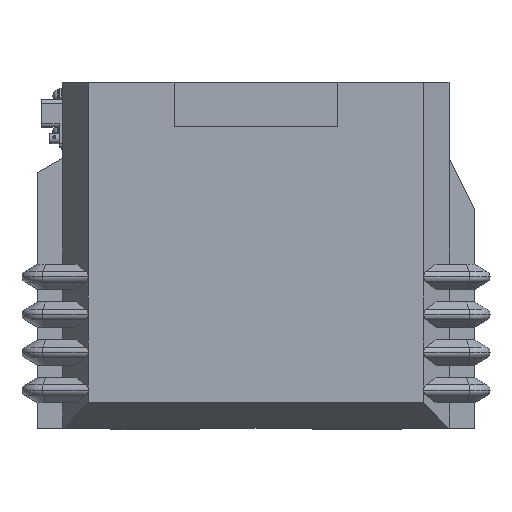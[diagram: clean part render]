
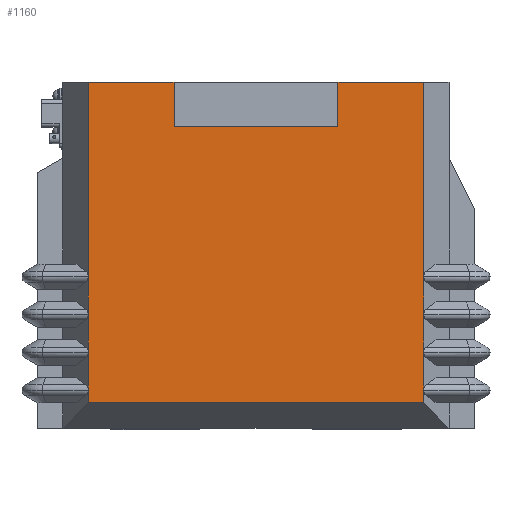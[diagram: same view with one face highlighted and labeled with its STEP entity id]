
A CAD part, top view. The second image highlights one B-rep face of the part: STEP entity #1160.
In plain terms, the highlighted planar face has unit normal (0, 0, 1).
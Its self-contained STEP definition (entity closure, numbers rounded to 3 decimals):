
#1160=ADVANCED_FACE('',(#20865),#20867,.T.);
#20865=FACE_BOUND('',#20866,.T.);
#20866=EDGE_LOOP('',(#36428,#36429,#36430,#36431,#36432,#36433,#36434,#36435,#36436,
#36437,#36438,#36439,#36440,#36441,#36442,#36443));
#20867=PLANE('',#20868);
#20868=AXIS2_PLACEMENT_3D('',#20869,#20870,#20871);
#20869=CARTESIAN_POINT('',(-294.5,-234.,89.));
#20870=DIRECTION('',(-0.,0.,1.));
#20871=DIRECTION('',(0.,-1.,0.));
#36428=ORIENTED_EDGE('',*,*,#48652,.T.);
#36429=ORIENTED_EDGE('',*,*,#48655,.T.);
#36430=ORIENTED_EDGE('',*,*,#48656,.T.);
#36431=ORIENTED_EDGE('',*,*,#48645,.F.);
#36432=ORIENTED_EDGE('',*,*,#48657,.F.);
#36433=ORIENTED_EDGE('',*,*,#48658,.F.);
#36434=ORIENTED_EDGE('',*,*,#48659,.F.);
#36435=ORIENTED_EDGE('',*,*,#48660,.F.);
#36436=ORIENTED_EDGE('',*,*,#48661,.F.);
#36437=ORIENTED_EDGE('',*,*,#48662,.T.);
#36438=ORIENTED_EDGE('',*,*,#48663,.T.);
#36439=ORIENTED_EDGE('',*,*,#48664,.T.);
#36440=ORIENTED_EDGE('',*,*,#48665,.T.);
#36441=ORIENTED_EDGE('',*,*,#48666,.T.);
#36442=ORIENTED_EDGE('',*,*,#48667,.T.);
#36443=ORIENTED_EDGE('',*,*,#48633,.F.);
#48633=EDGE_CURVE('',#54747,#54749,#54750,.T.);
#48645=EDGE_CURVE('',#54771,#54773,#54774,.T.);
#48652=EDGE_CURVE('',#54747,#54786,#54787,.F.);
#48655=EDGE_CURVE('',#54786,#54791,#54792,.T.);
#48656=EDGE_CURVE('',#54791,#54773,#54793,.F.);
#48657=EDGE_CURVE('',#54794,#54771,#54795,.T.);
#48658=EDGE_CURVE('',#54796,#54794,#54797,.T.);
#48659=EDGE_CURVE('',#54798,#54796,#54799,.T.);
#48660=EDGE_CURVE('',#54800,#54798,#54801,.T.);
#48661=EDGE_CURVE('',#54802,#54800,#54803,.T.);
#48662=EDGE_CURVE('',#54802,#54804,#54805,.T.);
#48663=EDGE_CURVE('',#54804,#54806,#54807,.T.);
#48664=EDGE_CURVE('',#54806,#54808,#54809,.T.);
#48665=EDGE_CURVE('',#54808,#54810,#54811,.T.);
#48666=EDGE_CURVE('',#54810,#54812,#54813,.T.);
#48667=EDGE_CURVE('',#54812,#54749,#54814,.T.);
#54747=VERTEX_POINT('',#64907);
#54749=VERTEX_POINT('',#64911);
#54750=LINE('',#64912,#64913);
#54771=VERTEX_POINT('',#64955);
#54773=VERTEX_POINT('',#64959);
#54774=LINE('',#64960,#64961);
#54786=VERTEX_POINT('',#64990);
#54787=LINE('',#64991,#64992);
#54791=VERTEX_POINT('',#65001);
#54792=LINE('',#65002,#65003);
#54793=LINE('',#65005,#65006);
#54794=VERTEX_POINT('',#65008);
#54795=LINE('',#65009,#65010);
#54796=VERTEX_POINT('',#65012);
#54797=LINE('',#65013,#65014);
#54798=VERTEX_POINT('',#65016);
#54799=LINE('',#65017,#65018);
#54800=VERTEX_POINT('',#65020);
#54801=LINE('',#65021,#65022);
#54802=VERTEX_POINT('',#65024);
#54803=LINE('',#65025,#65026);
#54804=VERTEX_POINT('',#65028);
#54805=LINE('',#65029,#65030);
#54806=VERTEX_POINT('',#65032);
#54807=LINE('',#65033,#65034);
#54808=VERTEX_POINT('',#65036);
#54809=LINE('',#65037,#65038);
#54810=VERTEX_POINT('',#65040);
#54811=LINE('',#65041,#65042);
#54812=VERTEX_POINT('',#65044);
#54813=LINE('',#65045,#65046);
#54814=LINE('',#65048,#65049);
#64907=CARTESIAN_POINT('',(-44.,0.,89.));
#64911=CARTESIAN_POINT('',(24.,0.,89.));
#64912=CARTESIAN_POINT('',(-44.,0.,89.));
#64913=VECTOR('',#64914,1.);
#64914=DIRECTION('',(1.,0.,0.));
#64955=CARTESIAN_POINT('',(-242.,0.,89.));
#64959=CARTESIAN_POINT('',(-174.,0.,89.));
#64960=CARTESIAN_POINT('',(-242.,0.,89.));
#64961=VECTOR('',#64962,1.);
#64962=DIRECTION('',(1.,0.,0.));
#64990=CARTESIAN_POINT('',(-44.,-35.,89.));
#64991=CARTESIAN_POINT('',(-44.,-35.,89.));
#64992=VECTOR('',#64993,1.);
#64993=DIRECTION('',(0.,1.,0.));
#65001=CARTESIAN_POINT('',(-174.,-35.,89.));
#65002=CARTESIAN_POINT('',(-44.,-35.,89.));
#65003=VECTOR('',#65004,1.);
#65004=DIRECTION('',(-1.,0.,0.));
#65005=CARTESIAN_POINT('',(-174.,0.,89.));
#65006=VECTOR('',#65007,1.);
#65007=DIRECTION('',(0.,-1.,0.));
#65008=CARTESIAN_POINT('',(-242.,-153.896,89.));
#65009=CARTESIAN_POINT('',(-242.,-153.896,89.));
#65010=VECTOR('',#65011,1.);
#65011=DIRECTION('',(0.,1.,0.));
#65012=CARTESIAN_POINT('',(-242.,-183.896,89.));
#65013=CARTESIAN_POINT('',(-242.,-183.896,89.));
#65014=VECTOR('',#65015,1.);
#65015=DIRECTION('',(0.,1.,0.));
#65016=CARTESIAN_POINT('',(-242.,-213.896,89.));
#65017=CARTESIAN_POINT('',(-242.,-213.896,89.));
#65018=VECTOR('',#65019,1.);
#65019=DIRECTION('',(0.,1.,0.));
#65020=CARTESIAN_POINT('',(-242.,-243.896,89.));
#65021=CARTESIAN_POINT('',(-242.,-243.896,89.));
#65022=VECTOR('',#65023,1.);
#65023=DIRECTION('',(0.,1.,0.));
#65024=CARTESIAN_POINT('',(-242.,-254.,89.));
#65025=CARTESIAN_POINT('',(-242.,-254.,89.));
#65026=VECTOR('',#65027,1.);
#65027=DIRECTION('',(0.,1.,0.));
#65028=CARTESIAN_POINT('',(24.,-254.,89.));
#65029=CARTESIAN_POINT('',(-242.,-254.,89.));
#65030=VECTOR('',#65031,1.);
#65031=DIRECTION('',(1.,0.,0.));
#65032=CARTESIAN_POINT('',(24.,-243.896,89.));
#65033=CARTESIAN_POINT('',(24.,-254.,89.));
#65034=VECTOR('',#65035,1.);
#65035=DIRECTION('',(0.,1.,0.));
#65036=CARTESIAN_POINT('',(24.,-213.896,89.));
#65037=CARTESIAN_POINT('',(24.,-243.896,89.));
#65038=VECTOR('',#65039,1.);
#65039=DIRECTION('',(0.,1.,0.));
#65040=CARTESIAN_POINT('',(24.,-183.896,89.));
#65041=CARTESIAN_POINT('',(24.,-213.896,89.));
#65042=VECTOR('',#65043,1.);
#65043=DIRECTION('',(0.,1.,0.));
#65044=CARTESIAN_POINT('',(24.,-153.896,89.));
#65045=CARTESIAN_POINT('',(24.,-183.896,89.));
#65046=VECTOR('',#65047,1.);
#65047=DIRECTION('',(0.,1.,0.));
#65048=CARTESIAN_POINT('',(24.,-153.896,89.));
#65049=VECTOR('',#65050,1.);
#65050=DIRECTION('',(0.,1.,0.));
